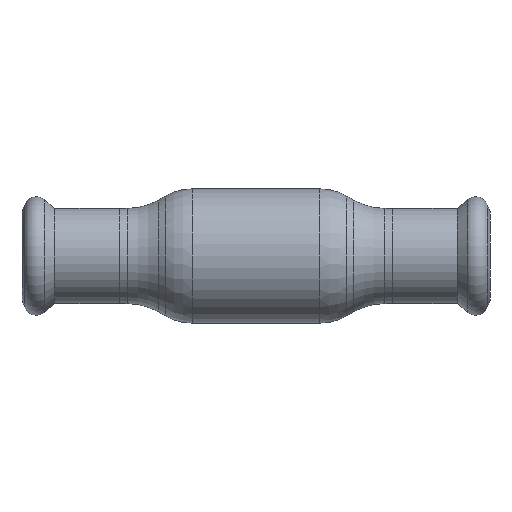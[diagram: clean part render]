
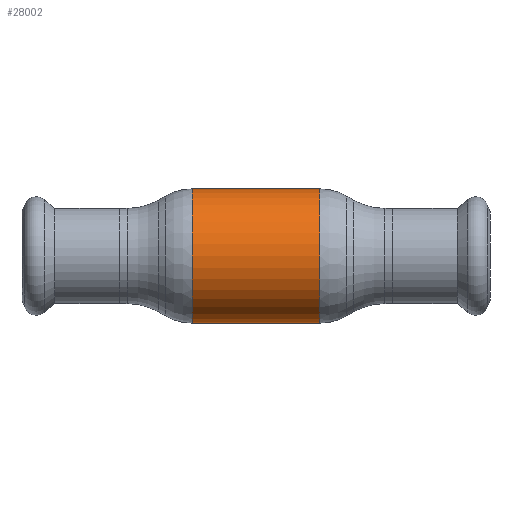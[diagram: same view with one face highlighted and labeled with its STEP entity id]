
A CAD part, front view. The second image highlights one B-rep face of the part: STEP entity #28002.
In plain terms, the highlighted cylindrical face has radius 15 mm (diameter 30 mm), a partial arc.
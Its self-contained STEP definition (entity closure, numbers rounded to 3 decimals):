
#4791 = EDGE_LOOP ( 'NONE', ( #19544, #48230, #39407, #9900 ) ) ;
#5701 = VECTOR ( 'NONE', #17526, 1000. ) ;
#7362 = DIRECTION ( 'NONE',  ( -1., 0., 0. ) ) ;
#7452 = EDGE_CURVE ( 'NONE', #37206, #18735, #52436, .T. ) ;
#9900 = ORIENTED_EDGE ( 'NONE', *, *, #20940, .F. ) ;
#10979 = CIRCLE ( 'NONE', #43412, 15. ) ;
#11814 = CARTESIAN_POINT ( 'NONE',  ( 14.285, 0., 0. ) ) ;
#12756 = LINE ( 'NONE', #40875, #5701 ) ;
#14730 = VERTEX_POINT ( 'NONE', #18214 ) ;
#15443 = CYLINDRICAL_SURFACE ( 'NONE', #52609, 15. ) ;
#15584 = CARTESIAN_POINT ( 'NONE',  ( -62.69, 0., 15. ) ) ;
#16578 = DIRECTION ( 'NONE',  ( 0., 0., 1. ) ) ;
#16764 = DIRECTION ( 'NONE',  ( -1., 0., 0. ) ) ;
#17526 = DIRECTION ( 'NONE',  ( -1., 0., 0. ) ) ;
#18214 = CARTESIAN_POINT ( 'NONE',  ( 14.285, 0., -15. ) ) ;
#18735 = VERTEX_POINT ( 'NONE', #40660 ) ;
#19544 = ORIENTED_EDGE ( 'NONE', *, *, #57542, .F. ) ;
#20514 = FACE_OUTER_BOUND ( 'NONE', #4791, .T. ) ;
#20940 = EDGE_CURVE ( 'NONE', #51095, #18735, #10979, .T. ) ;
#21986 = CARTESIAN_POINT ( 'NONE',  ( 14.285, 0., 15. ) ) ;
#25727 = CARTESIAN_POINT ( 'NONE',  ( -14.285, 0., 0. ) ) ;
#28002 = ADVANCED_FACE ( 'NONE', ( #20514 ), #15443, .T. ) ;
#33708 = DIRECTION ( 'NONE',  ( 0., 0., 1. ) ) ;
#37206 = VERTEX_POINT ( 'NONE', #21986 ) ;
#38054 = DIRECTION ( 'NONE',  ( -1., 0., 0. ) ) ;
#38194 = DIRECTION ( 'NONE',  ( -1., 0., 0. ) ) ;
#39407 = ORIENTED_EDGE ( 'NONE', *, *, #7452, .T. ) ;
#40660 = CARTESIAN_POINT ( 'NONE',  ( -14.285, 0., 15. ) ) ;
#40875 = CARTESIAN_POINT ( 'NONE',  ( -62.69, 0., -15. ) ) ;
#41209 = CIRCLE ( 'NONE', #42191, 15. ) ;
#42191 = AXIS2_PLACEMENT_3D ( 'NONE', #11814, #7362, #16578 ) ;
#43139 = CARTESIAN_POINT ( 'NONE',  ( -14.285, 0., -15. ) ) ;
#43412 = AXIS2_PLACEMENT_3D ( 'NONE', #25727, #16764, #56949 ) ;
#47147 = EDGE_CURVE ( 'NONE', #14730, #37206, #41209, .T. ) ;
#48063 = VECTOR ( 'NONE', #38054, 1000. ) ;
#48070 = CARTESIAN_POINT ( 'NONE',  ( -62.69, 0., 0. ) ) ;
#48230 = ORIENTED_EDGE ( 'NONE', *, *, #47147, .T. ) ;
#51095 = VERTEX_POINT ( 'NONE', #43139 ) ;
#52436 = LINE ( 'NONE', #15584, #48063 ) ;
#52609 = AXIS2_PLACEMENT_3D ( 'NONE', #48070, #38194, #33708 ) ;
#56949 = DIRECTION ( 'NONE',  ( 0., 0., 1. ) ) ;
#57542 = EDGE_CURVE ( 'NONE', #14730, #51095, #12756, .T. ) ;
